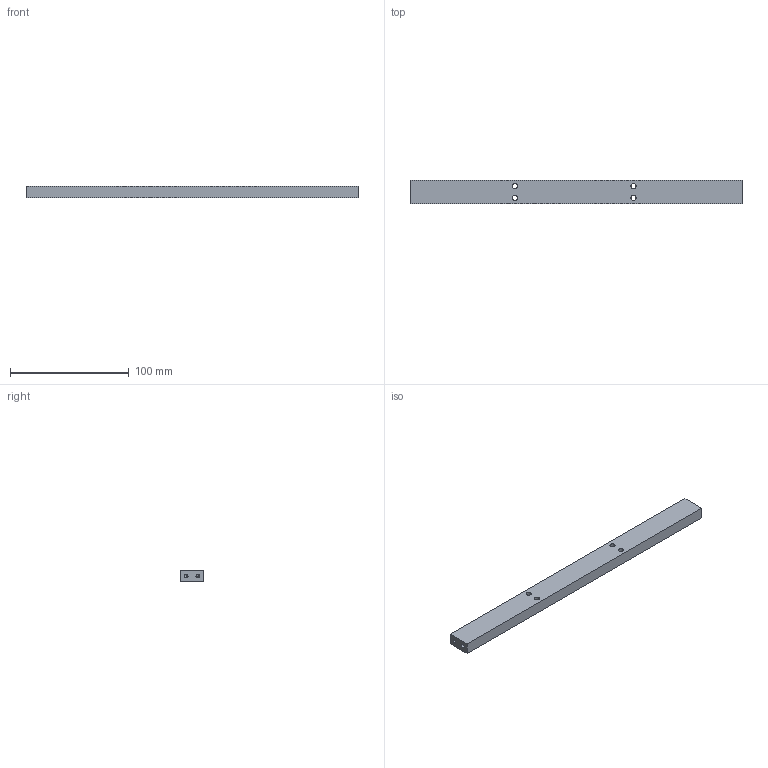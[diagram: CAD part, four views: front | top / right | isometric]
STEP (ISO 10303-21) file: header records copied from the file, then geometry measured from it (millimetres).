
FILE_DESCRIPTION (( 'STEP AP214' ), '1' );
FILE_NAME ('ROV_USI_013_D_Armature levage_Barre latérale.STEP', '2021-10-13T13:34:18', ( '' ), ( '' ), 'SwSTEP 2.0', 'SolidWorks 2016', '' );
FILE_SCHEMA (( 'AUTOMOTIVE_DESIGN' ));
Length unit declared in the file: millimetre
Products named in the file (1): ROV_USI_013_D_Armature levage_Barre latérale
Bounding box: 280 x 20 x 10 mm (x, y, z)
Volume: 55014.4 mm3; surface area: 18106.8 mm2
Topology: 1 solids, 1 shells, 30 faces, 76 edges, 44 vertices
Faces by surface type: cylinder 16, cone 8, plane 6
Entity records: 990 total; most frequent: DIRECTION 162, CARTESIAN_POINT 143, ORIENTED_EDGE 136, EDGE_CURVE 68, AXIS2_PLACEMENT_3D 63, VERTEX_POINT 44, EDGE_LOOP 42, VECTOR 36
